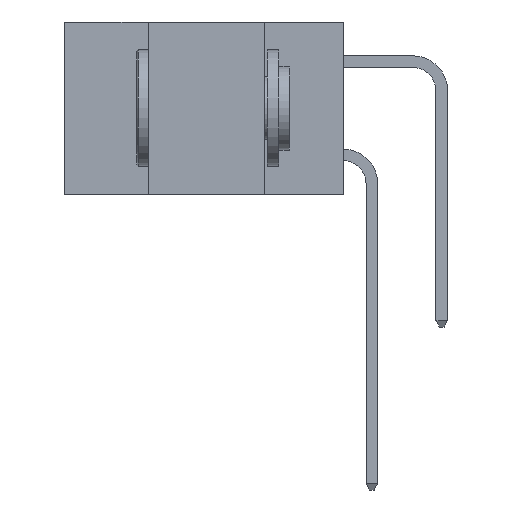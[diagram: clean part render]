
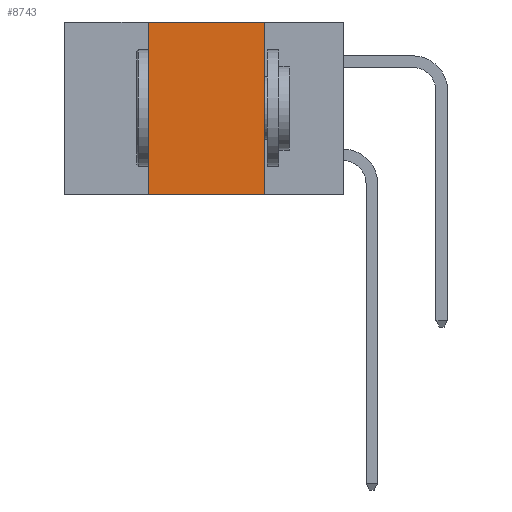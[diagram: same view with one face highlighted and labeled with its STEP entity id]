
A CAD part, left-side view. The second image highlights one B-rep face of the part: STEP entity #8743.
In plain terms, the highlighted planar face has unit normal (-1, 0, 0).
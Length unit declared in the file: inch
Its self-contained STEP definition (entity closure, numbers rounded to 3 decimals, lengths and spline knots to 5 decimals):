
#728 = VERTEX_POINT ( 'NONE', #3422 ) ;
#2195 = DIRECTION ( 'NONE',  ( 0., -1., 0. ) ) ;
#2567 = DIRECTION ( 'NONE',  ( 1., 0., 0. ) ) ;
#3422 = CARTESIAN_POINT ( 'NONE',  ( 0., 0.42, -0.37 ) ) ;
#3478 = EDGE_CURVE ( 'NONE', #728, #10930, #14939, .T. ) ;
#3858 = DIRECTION ( 'NONE',  ( 0., 0., -1. ) ) ;
#4425 = VECTOR ( 'NONE', #2195, 39.37008 ) ;
#4987 = VERTEX_POINT ( 'NONE', #7379 ) ;
#5530 = CARTESIAN_POINT ( 'NONE',  ( 0., 0.6, 0. ) ) ;
#5958 = VECTOR ( 'NONE', #8702, 39.37008 ) ;
#6419 = ORIENTED_EDGE ( 'NONE', *, *, #11026, .F. ) ;
#6702 = EDGE_CURVE ( 'NONE', #4987, #19251, #13437, .T. ) ;
#6734 = FACE_OUTER_BOUND ( 'NONE', #17542, .T. ) ;
#6986 = ORIENTED_EDGE ( 'NONE', *, *, #9415, .F. ) ;
#7345 = CARTESIAN_POINT ( 'NONE',  ( 0., 0.17, -0.37 ) ) ;
#7379 = CARTESIAN_POINT ( 'NONE',  ( 0., 0.42, 0. ) ) ;
#7559 = CARTESIAN_POINT ( 'NONE',  ( 0., 0.6, 0. ) ) ;
#7686 = LINE ( 'NONE', #11071, #11694 ) ;
#8337 = ORIENTED_EDGE ( 'NONE', *, *, #6702, .F. ) ;
#8702 = DIRECTION ( 'NONE',  ( 0., -1., 0. ) ) ;
#8743 = ADVANCED_FACE ( 'NONE', ( #6734 ), #11007, .F. ) ;
#9415 = EDGE_CURVE ( 'NONE', #19251, #10930, #19925, .T. ) ;
#10930 = VERTEX_POINT ( 'NONE', #7345 ) ;
#11007 = PLANE ( 'NONE',  #17757 ) ;
#11026 = EDGE_CURVE ( 'NONE', #728, #4987, #7686, .T. ) ;
#11071 = CARTESIAN_POINT ( 'NONE',  ( 0., 0.42, -0.37 ) ) ;
#11694 = VECTOR ( 'NONE', #12757, 39.37008 ) ;
#12026 = CARTESIAN_POINT ( 'NONE',  ( 0., 0.6, -0.37 ) ) ;
#12757 = DIRECTION ( 'NONE',  ( 0., 0., 1. ) ) ;
#13437 = LINE ( 'NONE', #5530, #4425 ) ;
#14392 = DIRECTION ( 'NONE',  ( 0., 0., -1. ) ) ;
#14939 = LINE ( 'NONE', #12026, #5958 ) ;
#15423 = VECTOR ( 'NONE', #3858, 39.37008 ) ;
#17542 = EDGE_LOOP ( 'NONE', ( #6986, #8337, #6419, #18430 ) ) ;
#17757 = AXIS2_PLACEMENT_3D ( 'NONE', #7559, #2567, #14392 ) ;
#18430 = ORIENTED_EDGE ( 'NONE', *, *, #3478, .T. ) ;
#19043 = CARTESIAN_POINT ( 'NONE',  ( 0., 0.17, -0.37 ) ) ;
#19251 = VERTEX_POINT ( 'NONE', #19897 ) ;
#19897 = CARTESIAN_POINT ( 'NONE',  ( 0., 0.17, 0. ) ) ;
#19925 = LINE ( 'NONE', #19043, #15423 ) ;
